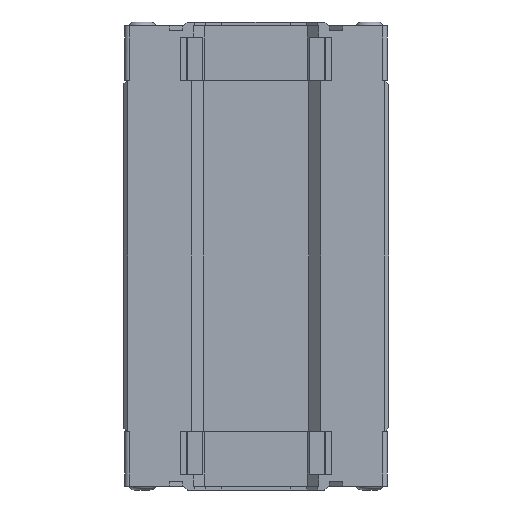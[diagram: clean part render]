
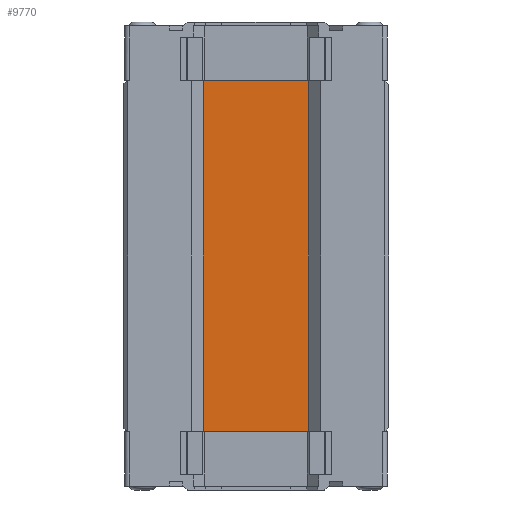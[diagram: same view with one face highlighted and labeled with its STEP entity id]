
A CAD part, front view. The second image highlights one B-rep face of the part: STEP entity #9770.
In plain terms, the highlighted planar face has unit normal (0, -1, 0).
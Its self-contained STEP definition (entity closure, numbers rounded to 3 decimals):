
#1212=FACE_OUTER_BOUND('',#1758,.T.);
#1758=EDGE_LOOP('',(#8869,#8870,#8871,#8872));
#2669=LINE('',#15853,#3713);
#2719=LINE('',#16011,#3763);
#2803=LINE('',#16216,#3847);
#2804=LINE('',#16218,#3848);
#3713=VECTOR('',#13006,10.);
#3763=VECTOR('',#13176,10.);
#3847=VECTOR('',#13388,10.);
#3848=VECTOR('',#13391,10.);
#4652=VERTEX_POINT('',#15850);
#4653=VERTEX_POINT('',#15852);
#4700=VERTEX_POINT('',#16008);
#4701=VERTEX_POINT('',#16010);
#5955=EDGE_CURVE('',#4652,#4653,#2669,.T.);
#6034=EDGE_CURVE('',#4700,#4701,#2719,.T.);
#6135=EDGE_CURVE('',#4652,#4701,#2803,.T.);
#6136=EDGE_CURVE('',#4653,#4700,#2804,.T.);
#8869=ORIENTED_EDGE('',*,*,#6135,.T.);
#8870=ORIENTED_EDGE('',*,*,#6034,.F.);
#8871=ORIENTED_EDGE('',*,*,#6136,.F.);
#8872=ORIENTED_EDGE('',*,*,#5955,.F.);
#9257=PLANE('',#10651);
#9770=ADVANCED_FACE('',(#1212),#9257,.T.);
#10651=AXIS2_PLACEMENT_3D('',#16217,#13389,#13390);
#13006=DIRECTION('',(-1.,0.,0.));
#13176=DIRECTION('',(1.,0.,0.));
#13388=DIRECTION('',(0.,0.,1.));
#13389=DIRECTION('center_axis',(0.,-1.,0.));
#13390=DIRECTION('ref_axis',(1.,0.,0.));
#13391=DIRECTION('',(0.,0.,1.));
#15850=CARTESIAN_POINT('',(14.02,-10.1,-46.25));
#15852=CARTESIAN_POINT('',(-14.02,-10.1,-46.25));
#15853=CARTESIAN_POINT('',(-14.02,-10.1,-46.25));
#16008=CARTESIAN_POINT('',(-14.02,-10.1,46.25));
#16010=CARTESIAN_POINT('',(14.02,-10.1,46.25));
#16011=CARTESIAN_POINT('',(-14.02,-10.1,46.25));
#16216=CARTESIAN_POINT('',(14.02,-10.1,0.));
#16217=CARTESIAN_POINT('Origin',(-14.02,-10.1,0.));
#16218=CARTESIAN_POINT('',(-14.02,-10.1,0.));
